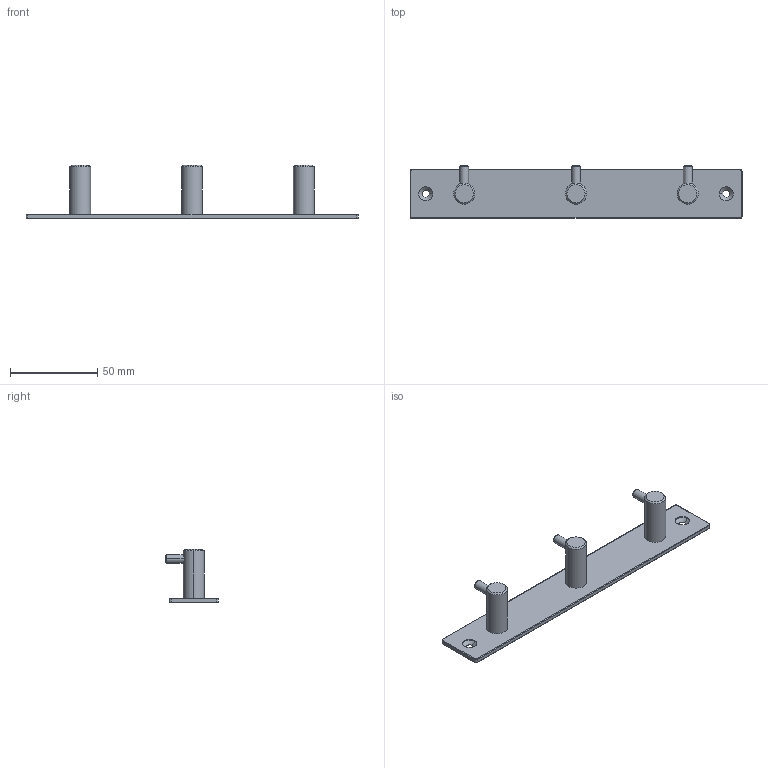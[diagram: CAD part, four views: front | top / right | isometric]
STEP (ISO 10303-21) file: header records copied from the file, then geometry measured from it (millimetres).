
FILE_DESCRIPTION(('Creo Elements/Direct Modeling STEP Export'),'2;1');
FILE_NAME('2578-190.stp','2022-05-31T11:06:27',(''),(''),'Creo Elements/Direct Modeling STEP processor for AP214 (Solid Model)','Creo Elements/Direct Modeling 20.0 12-Nov-2016 (C) Parametric Technology GmbH','');
FILE_SCHEMA(('AUTOMOTIVE_DESIGN { 1 0 10303 214 1 1 1 1 }'));
Length unit declared in the file: millimetre
Products named in the file (9): Schraube_M_4x10_DIN_965.1; Hakenkoerper; Hakenstift; FE-11561; Haken_gesamt; FE-11562; Haken_gesamt.2; Haken_gesamt.3; FE-11560
Assembly tree (12 placements, depth 4):
  FE-11560
    Haken_gesamt.3
      FE-11561
        Hakenstift
        Hakenkoerper
      Schraube_M_4x10_DIN_965.1
    Haken_gesamt.2
      FE-11561
        Hakenstift
        Hakenkoerper
      Schraube_M_4x10_DIN_965.1
    FE-11562
    Haken_gesamt
      FE-11561
        Hakenstift
        Hakenkoerper
      Schraube_M_4x10_DIN_965.1
Bounding box: 190 x 30 x 30.5 mm (x, y, z)
Volume: 22874.2 mm3; surface area: 17865 mm2
Topology: 10 solids, 10 shells, 202 faces, 442 edges, 269 vertices
Faces by surface type: cylinder 76, plane 72, cone 46, torus 8
Entity records: 3130 total; most frequent: CARTESIAN_POINT 779, DIRECTION 446, ORIENTED_EDGE 436, EDGE_CURVE 218, AXIS2_PLACEMENT_3D 174, VERTEX_POINT 133, EDGE_LOOP 113, FACE_OUTER_BOUND 98
